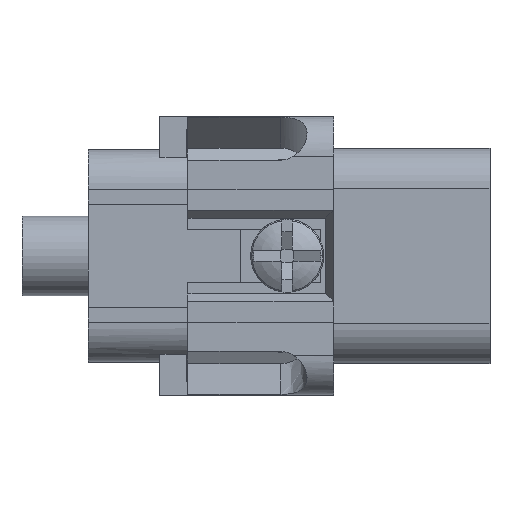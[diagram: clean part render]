
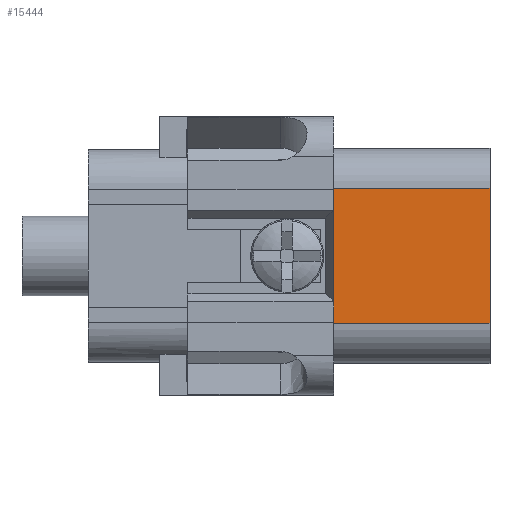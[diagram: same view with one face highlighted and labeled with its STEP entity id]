
A CAD part, top view. The second image highlights one B-rep face of the part: STEP entity #15444.
In plain terms, the highlighted planar face has unit normal (0, 0, 1).
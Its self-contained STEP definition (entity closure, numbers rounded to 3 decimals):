
#8068=CARTESIAN_POINT('',(11.8,5.1,8.1));
#8069=VERTEX_POINT('',#8068);
#8077=CARTESIAN_POINT('',(11.8,-5.1,8.1));
#8078=VERTEX_POINT('',#8077);
#8079=CARTESIAN_POINT('',(11.8,-5.1,8.1));
#8080=DIRECTION('',(0.0,1.0,0.0));
#8081=VECTOR('',#8080,10.2);
#8082=LINE('',#8079,#8081);
#8083=EDGE_CURVE('',#8078,#8069,#8082,.T.);
#13546=CARTESIAN_POINT('',(0.0,-5.1,8.1));
#13547=VERTEX_POINT('',#13546);
#13555=CARTESIAN_POINT('',(0.0,5.1,8.1));
#13556=VERTEX_POINT('',#13555);
#13557=CARTESIAN_POINT('',(0.0,-5.1,8.1));
#13558=DIRECTION('',(0.0,1.0,0.0));
#13559=VECTOR('',#13558,10.2);
#13560=LINE('',#13557,#13559);
#13561=EDGE_CURVE('',#13547,#13556,#13560,.T.);
#15419=CARTESIAN_POINT('',(0.0,5.1,8.1));
#15420=DIRECTION('',(1.0,0.0,0.0));
#15421=VECTOR('',#15420,11.8);
#15422=LINE('',#15419,#15421);
#15423=EDGE_CURVE('',#13556,#8069,#15422,.T.);
#15428=CARTESIAN_POINT('',(0.0,-5.1,8.1));
#15429=DIRECTION('',(0.0,0.0,1.0));
#15430=DIRECTION('',(1.0,0.0,0.0));
#15431=AXIS2_PLACEMENT_3D('',#15428,#15429,#15430);
#15432=PLANE('',#15431);
#15433=ORIENTED_EDGE('',*,*,#8083,.T.);
#15434=ORIENTED_EDGE('',*,*,#15423,.F.);
#15435=ORIENTED_EDGE('',*,*,#13561,.F.);
#15436=CARTESIAN_POINT('',(0.0,-5.1,8.1));
#15437=DIRECTION('',(1.0,0.0,0.0));
#15438=VECTOR('',#15437,11.8);
#15439=LINE('',#15436,#15438);
#15440=EDGE_CURVE('',#13547,#8078,#15439,.T.);
#15441=ORIENTED_EDGE('',*,*,#15440,.T.);
#15442=EDGE_LOOP('',(#15433,#15434,#15435,#15441));
#15443=FACE_OUTER_BOUND('',#15442,.T.);
#15444=ADVANCED_FACE('',(#15443),#15432,.T.);
